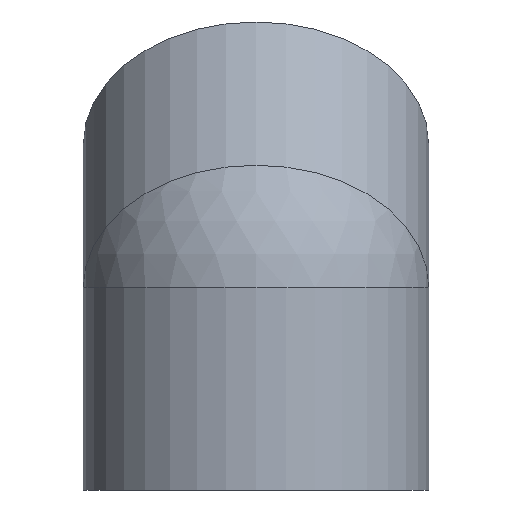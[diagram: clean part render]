
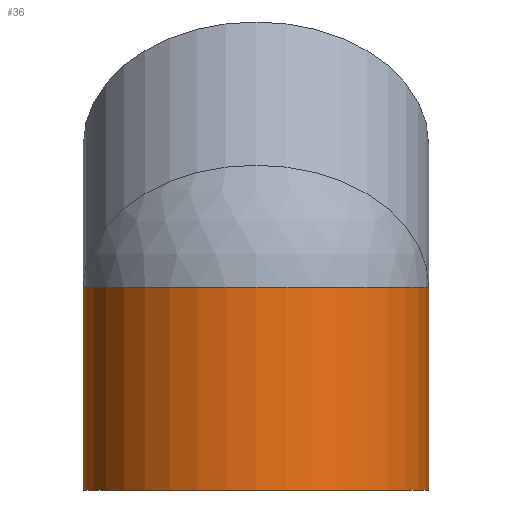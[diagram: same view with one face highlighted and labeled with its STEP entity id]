
A CAD part, left-side view. The second image highlights one B-rep face of the part: STEP entity #36.
In plain terms, the highlighted cylindrical face has radius 40.5 mm (diameter 81 mm), a full revolution.
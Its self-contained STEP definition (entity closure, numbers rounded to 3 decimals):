
#36 = ADVANCED_FACE( '', ( #77, #78 ), #79, .T. );
#77 = FACE_OUTER_BOUND( '', #130, .T. );
#78 = FACE_OUTER_BOUND( '', #131, .T. );
#79 = CYLINDRICAL_SURFACE( '', #132, 40.5 );
#130 = EDGE_LOOP( '', ( #177 ) );
#131 = EDGE_LOOP( '', ( #178, #179 ) );
#132 = AXIS2_PLACEMENT_3D( '', #180, #181, #182 );
#177 = ORIENTED_EDGE( '', *, *, #253, .T. );
#178 = ORIENTED_EDGE( '', *, *, #254, .F. );
#179 = ORIENTED_EDGE( '', *, *, #255, .F. );
#180 = CARTESIAN_POINT( '', ( 0., 0., 18.5 ) );
#181 = DIRECTION( '', ( 0., 0., 1. ) );
#182 = DIRECTION( '', ( -1., 0., 0. ) );
#253 = EDGE_CURVE( '', #279, #279, #280, .T. );
#254 = EDGE_CURVE( '', #281, #282, #283, .F. );
#255 = EDGE_CURVE( '', #282, #281, #284, .T. );
#279 = VERTEX_POINT( '', #317 );
#280 = CIRCLE( '', #318, 40.5 );
#281 = VERTEX_POINT( '', #319 );
#282 = VERTEX_POINT( '', #320 );
#283 = ELLIPSE( '', #321, 43.837, 40.5 );
#284 = CIRCLE( '', #322, 40.5 );
#317 = CARTESIAN_POINT( '', ( 40.5, 0., -29. ) );
#318 = AXIS2_PLACEMENT_3D( '', #354, #355, #356 );
#319 = CARTESIAN_POINT( '', ( 0., -40.5, 18.5 ) );
#320 = CARTESIAN_POINT( '', ( 0., 40.5, 18.5 ) );
#321 = AXIS2_PLACEMENT_3D( '', #357, #358, #359 );
#322 = AXIS2_PLACEMENT_3D( '', #360, #361, #362 );
#354 = CARTESIAN_POINT( '', ( 0., 0., -29. ) );
#355 = DIRECTION( '', ( 0., 0., 1. ) );
#356 = DIRECTION( '', ( 1., 0., 0. ) );
#357 = CARTESIAN_POINT( '', ( 0., 0., 18.5 ) );
#358 = DIRECTION( '', ( -0.383, 0., -0.924 ) );
#359 = DIRECTION( '', ( 0.924, 0., -0.383 ) );
#360 = CARTESIAN_POINT( '', ( 0., 0., 18.5 ) );
#361 = DIRECTION( '', ( 0., 0., 1. ) );
#362 = DIRECTION( '', ( 1., 0., 0. ) );
